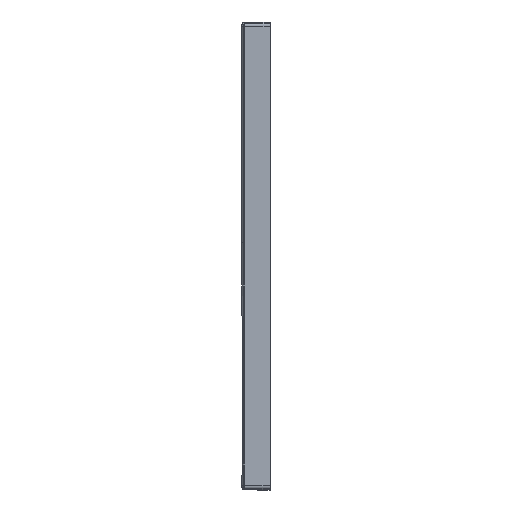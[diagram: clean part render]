
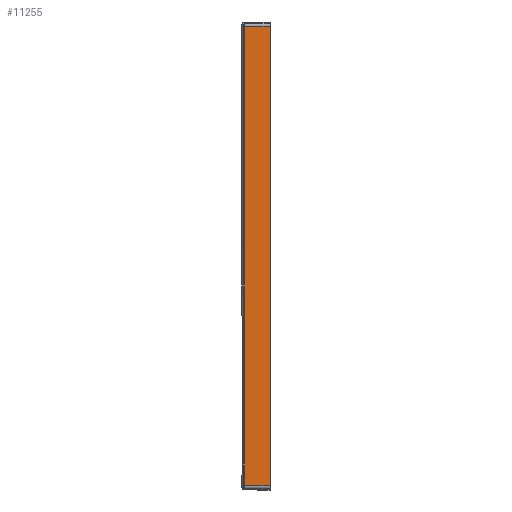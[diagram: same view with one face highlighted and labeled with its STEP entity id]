
A CAD part, left-side view. The second image highlights one B-rep face of the part: STEP entity #11255.
In plain terms, the highlighted planar face has unit normal (-1, 0, 0).
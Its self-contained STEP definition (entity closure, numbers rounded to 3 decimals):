
#2795=DIRECTION('',(0.,0.,1.));
#2796=VECTOR('',#2795,370.5);
#2797=CARTESIAN_POINT('',(-900.,-5.049,
422.5));
#2798=LINE('',#2797,#2796);
#2799=DIRECTION('',(0.,0.,-1.));
#2800=VECTOR('',#2799,786.);
#2801=CARTESIAN_POINT('',(-900.,-48.,793.));
#2802=LINE('',#2801,#2800);
#2803=DIRECTION('',(0.,1.,0.));
#2804=VECTOR('',#2803,42.981);
#2805=CARTESIAN_POINT('',(-900.,-48.,7.));
#2806=LINE('',#2805,#2804);
#2807=DIRECTION('',(0.,-0.003,1.));
#2808=VECTOR('',#2807,32.993);
#2809=CARTESIAN_POINT('',(-900.,-5.019,
7.));
#2810=LINE('',#2809,#2808);
#2820=DIRECTION('',(0.,0.,-1.));
#2821=VECTOR('',#2820,5.007);
#2822=CARTESIAN_POINT('',(-900.,-5.107,45.));
#2823=LINE('',#2822,#2821);
#3397=DIRECTION('',(0.,1.,0.));
#3398=VECTOR('',#3397,43.);
#3399=CARTESIAN_POINT('',(-900.,-48.,793.));
#3400=LINE('',#3399,#3398);
#3425=CARTESIAN_POINT('',(-900.,-5.049,
422.5));
#3426=CARTESIAN_POINT('',(-900.,-5.055,
380.76));
#3427=CARTESIAN_POINT('',(-900.,-5.068,
297.143));
#3428=CARTESIAN_POINT('',(-900.,-5.087,
171.309));
#3429=CARTESIAN_POINT('',(-900.,-5.1,
87.148));
#3430=CARTESIAN_POINT('',(-900.,-5.107,45.));
#6322=CARTESIAN_POINT('',(-900.,-48.,793.));
#6323=CARTESIAN_POINT('',(-900.,-48.,7.));
#6324=VERTEX_POINT('',#6322);
#6325=VERTEX_POINT('',#6323);
#6346=CARTESIAN_POINT('',(-900.,-5.107,45.));
#6347=CARTESIAN_POINT('',(-900.,-5.107,
39.993));
#6348=VERTEX_POINT('',#6346);
#6349=VERTEX_POINT('',#6347);
#6350=VERTEX_POINT('',#3425);
#6351=CARTESIAN_POINT('',(-900.,-5.,
793.));
#6352=VERTEX_POINT('',#6351);
#6353=CARTESIAN_POINT('',(-900.,-5.019,
7.));
#6354=VERTEX_POINT('',#6353);
#11235=CARTESIAN_POINT('',(-900.,0.,0.));
#11236=DIRECTION('',(-1.,0.,0.));
#11237=DIRECTION('',(0.,0.,1.));
#11238=AXIS2_PLACEMENT_3D('',#11235,#11236,#11237);
#11239=PLANE('',#11238);
#11241=ORIENTED_EDGE('',*,*,#11240,.F.);
#11243=ORIENTED_EDGE('',*,*,#11242,.F.);
#11245=ORIENTED_EDGE('',*,*,#11244,.T.);
#11247=ORIENTED_EDGE('',*,*,#11246,.F.);
#11248=ORIENTED_EDGE('',*,*,#11201,.T.);
#11250=ORIENTED_EDGE('',*,*,#11249,.T.);
#11252=ORIENTED_EDGE('',*,*,#11251,.T.);
#11253=EDGE_LOOP('',(#11241,#11243,#11245,#11247,#11248,#11250,#11252));
#11254=FACE_OUTER_BOUND('',#11253,.F.);
#11255=ADVANCED_FACE('',(#11254),#11239,.T.);
#3431=B_SPLINE_CURVE_WITH_KNOTS('',3,(#3425,#3426,#3427,#3428,#3429,#3430),
.UNSPECIFIED.,.F.,.F.,(4,1,1,4),(0.,0.333,0.667,1.),
.UNSPECIFIED.);
#11201=EDGE_CURVE('',#6324,#6325,#2802,.T.);
#11240=EDGE_CURVE('',#6348,#6349,#2823,.T.);
#11242=EDGE_CURVE('',#6350,#6348,#3431,.T.);
#11244=EDGE_CURVE('',#6350,#6352,#2798,.T.);
#11246=EDGE_CURVE('',#6324,#6352,#3400,.T.);
#11249=EDGE_CURVE('',#6325,#6354,#2806,.T.);
#11251=EDGE_CURVE('',#6354,#6349,#2810,.T.);
